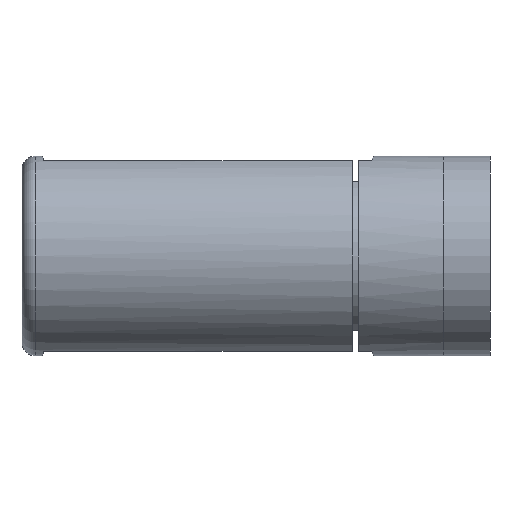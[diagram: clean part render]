
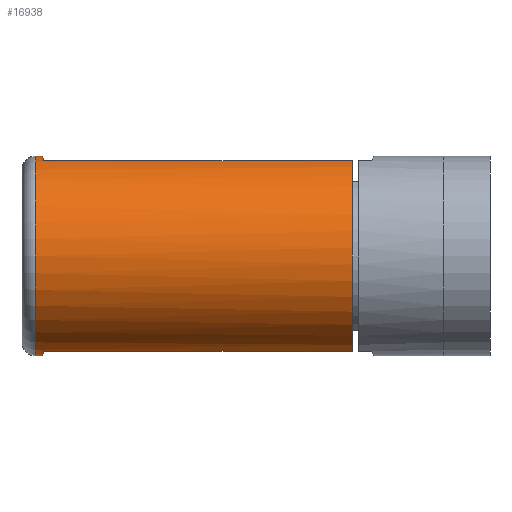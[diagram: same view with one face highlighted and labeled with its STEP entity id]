
A CAD part, left-side view. The second image highlights one B-rep face of the part: STEP entity #16938.
In plain terms, the highlighted cylindrical face has radius 15 mm (diameter 30 mm), a full revolution.
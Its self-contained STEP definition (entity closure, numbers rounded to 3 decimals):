
#50 = ORIENTED_EDGE ( 'NONE', *, *, #4152, .F. ) ;
#273 = CARTESIAN_POINT ( 'NONE',  ( 0., 4.5, -15. ) ) ;
#340 = VECTOR ( 'NONE', #1588, 1000. ) ;
#401 = VERTEX_POINT ( 'NONE', #10169 ) ;
#500 = DIRECTION ( 'NONE',  ( 0., 1., 0. ) ) ;
#578 = DIRECTION ( 'NONE',  ( 0., -1., 0. ) ) ;
#674 = VERTEX_POINT ( 'NONE', #8022 ) ;
#1088 = VERTEX_POINT ( 'NONE', #15948 ) ;
#1302 = EDGE_CURVE ( 'NONE', #10469, #7952, #7961, .T. ) ;
#1452 = VERTEX_POINT ( 'NONE', #14216 ) ;
#1498 = ORIENTED_EDGE ( 'NONE', *, *, #7375, .T. ) ;
#1500 = EDGE_CURVE ( 'NONE', #4217, #674, #16664, .T. ) ;
#1588 = DIRECTION ( 'NONE',  ( 0., 1., 0. ) ) ;
#2044 = EDGE_CURVE ( 'NONE', #401, #12390, #15442, .T. ) ;
#2097 = CYLINDRICAL_SURFACE ( 'NONE', #6201, 15. ) ;
#2395 = CIRCLE ( 'NONE', #14944, 15. ) ;
#2414 = DIRECTION ( 'NONE',  ( 0., 1., 0. ) ) ;
#2722 = CARTESIAN_POINT ( 'NONE',  ( -3.041, 4.659, 14.768 ) ) ;
#3184 = CARTESIAN_POINT ( 'NONE',  ( -3.041, 4.659, -14.768 ) ) ;
#3303 = DIRECTION ( 'NONE',  ( 0., -1., 0. ) ) ;
#3670 = ORIENTED_EDGE ( 'NONE', *, *, #11788, .T. ) ;
#3677 = EDGE_CURVE ( 'NONE', #10352, #1088, #9756, .T. ) ;
#3729 = AXIS2_PLACEMENT_3D ( 'NONE', #16313, #500, #11181 ) ;
#3883 = CARTESIAN_POINT ( 'NONE',  ( -4.5, 51.15, -14.309 ) ) ;
#4152 = EDGE_CURVE ( 'NONE', #11628, #1088, #2395, .T. ) ;
#4217 = VERTEX_POINT ( 'NONE', #3883 ) ;
#4575 = ORIENTED_EDGE ( 'NONE', *, *, #13842, .T. ) ;
#4712 = CARTESIAN_POINT ( 'NONE',  ( 3.041, 4.659, 14.768 ) ) ;
#5043 = CARTESIAN_POINT ( 'NONE',  ( -4.5, 4.736, 14.309 ) ) ;
#5171 = ORIENTED_EDGE ( 'NONE', *, *, #14966, .T. ) ;
#5508 = VECTOR ( 'NONE', #578, 1000. ) ;
#5583 = CARTESIAN_POINT ( 'NONE',  ( 4.5, 4.736, -14.309 ) ) ;
#6092 = VECTOR ( 'NONE', #3303, 1000. ) ;
#6201 = AXIS2_PLACEMENT_3D ( 'NONE', #6210, #15536, #7373 ) ;
#6210 = CARTESIAN_POINT ( 'NONE',  ( 0., 51.15, 0. ) ) ;
#6306 = FACE_OUTER_BOUND ( 'NONE', #12731, .T. ) ;
#6633 = EDGE_CURVE ( 'NONE', #4217, #10469, #16934, .T. ) ;
#6703 = VERTEX_POINT ( 'NONE', #16028 ) ;
#6837 = VECTOR ( 'NONE', #2414, 1000. ) ;
#6961 = CARTESIAN_POINT ( 'NONE',  ( 1.529, 4.58, -15. ) ) ;
#7160 = CARTESIAN_POINT ( 'NONE',  ( 4.5, 51.15, -14.309 ) ) ;
#7179 = LINE ( 'NONE', #8658, #5508 ) ;
#7191 = CARTESIAN_POINT ( 'NONE',  ( 3.041, 4.659, -14.768 ) ) ;
#7373 = DIRECTION ( 'NONE',  ( 0., 0., -1. ) ) ;
#7375 = EDGE_CURVE ( 'NONE', #1452, #401, #10599, .T. ) ;
#7390 = DIRECTION ( 'NONE',  ( 0., 1., 0. ) ) ;
#7898 = DIRECTION ( 'NONE',  ( 0., 0., 1. ) ) ;
#7943 = CARTESIAN_POINT ( 'NONE',  ( 0., 4.5, 15. ) ) ;
#7952 = VERTEX_POINT ( 'NONE', #273 ) ;
#7961 =( BOUNDED_CURVE ( )  B_SPLINE_CURVE ( 3, ( #11214, #3184, #13838, #15195 ),
 .UNSPECIFIED., .F., .F. ) 
 B_SPLINE_CURVE_WITH_KNOTS ( ( 4, 4 ),
 ( 4.408, 4.712 ),
 .UNSPECIFIED. ) 
 CURVE ( )  GEOMETRIC_REPRESENTATION_ITEM ( )  RATIONAL_B_SPLINE_CURVE ( ( 1., 0.992, 0.992, 1. ) ) 
 REPRESENTATION_ITEM ( '' )  );
#8022 = CARTESIAN_POINT ( 'NONE',  ( -4.5, 51.15, 14.309 ) ) ;
#8658 = CARTESIAN_POINT ( 'NONE',  ( 4.5, 51.15, 14.309 ) ) ;
#9284 = CARTESIAN_POINT ( 'NONE',  ( 0., 51.15, 0. ) ) ;
#9633 = FACE_OUTER_BOUND ( 'NONE', #15068, .T. ) ;
#9756 = LINE ( 'NONE', #7160, #340 ) ;
#10004 = CARTESIAN_POINT ( 'NONE',  ( 0., 51.15, 0. ) ) ;
#10169 = CARTESIAN_POINT ( 'NONE',  ( 0., 4.5, 15. ) ) ;
#10191 = CARTESIAN_POINT ( 'NONE',  ( 4.5, 4.736, 14.309 ) ) ;
#10352 = VERTEX_POINT ( 'NONE', #11817 ) ;
#10356 = CARTESIAN_POINT ( 'NONE',  ( 0., 4.5, -15. ) ) ;
#10469 = VERTEX_POINT ( 'NONE', #14475 ) ;
#10599 =( BOUNDED_CURVE ( )  B_SPLINE_CURVE ( 3, ( #10191, #4712, #12846, #16902 ),
 .UNSPECIFIED., .F., .F. ) 
 B_SPLINE_CURVE_WITH_KNOTS ( ( 4, 4 ),
 ( 4.408, 4.712 ),
 .UNSPECIFIED. ) 
 CURVE ( )  GEOMETRIC_REPRESENTATION_ITEM ( )  RATIONAL_B_SPLINE_CURVE ( ( 1., 0.992, 0.992, 1. ) ) 
 REPRESENTATION_ITEM ( '' )  );
#11181 = DIRECTION ( 'NONE',  ( 0., 0., -1. ) ) ;
#11214 = CARTESIAN_POINT ( 'NONE',  ( -4.5, 4.736, -14.309 ) ) ;
#11628 = VERTEX_POINT ( 'NONE', #12762 ) ;
#11788 = EDGE_CURVE ( 'NONE', #12390, #674, #15390, .T. ) ;
#11817 = CARTESIAN_POINT ( 'NONE',  ( 4.5, 4.736, -14.309 ) ) ;
#12070 = DIRECTION ( 'NONE',  ( 0., 1., 0. ) ) ;
#12188 = ORIENTED_EDGE ( 'NONE', *, *, #1302, .T. ) ;
#12390 = VERTEX_POINT ( 'NONE', #5043 ) ;
#12599 = ORIENTED_EDGE ( 'NONE', *, *, #3677, .T. ) ;
#12731 = EDGE_LOOP ( 'NONE', ( #4575 ) ) ;
#12762 = CARTESIAN_POINT ( 'NONE',  ( 4.5, 51.15, 14.309 ) ) ;
#12846 = CARTESIAN_POINT ( 'NONE',  ( 1.529, 4.58, 15. ) ) ;
#13038 = CARTESIAN_POINT ( 'NONE',  ( -4.5, 51.15, 14.309 ) ) ;
#13081 = AXIS2_PLACEMENT_3D ( 'NONE', #9284, #12070, #7898 ) ;
#13404 = ORIENTED_EDGE ( 'NONE', *, *, #14363, .T. ) ;
#13503 = CARTESIAN_POINT ( 'NONE',  ( -1.529, 4.58, 15. ) ) ;
#13669 = ORIENTED_EDGE ( 'NONE', *, *, #1500, .F. ) ;
#13838 = CARTESIAN_POINT ( 'NONE',  ( -1.529, 4.58, -15. ) ) ;
#13842 = EDGE_CURVE ( 'NONE', #6703, #6703, #15024, .T. ) ;
#13973 = DIRECTION ( 'NONE',  ( 0., 0., 1. ) ) ;
#14135 =( BOUNDED_CURVE ( )  B_SPLINE_CURVE ( 3, ( #10356, #6961, #7191, #5583 ),
 .UNSPECIFIED., .F., .F. ) 
 B_SPLINE_CURVE_WITH_KNOTS ( ( 4, 4 ),
 ( 1.571, 1.875 ),
 .UNSPECIFIED. ) 
 CURVE ( )  GEOMETRIC_REPRESENTATION_ITEM ( )  RATIONAL_B_SPLINE_CURVE ( ( 1., 0.992, 0.992, 1. ) ) 
 REPRESENTATION_ITEM ( '' )  );
#14216 = CARTESIAN_POINT ( 'NONE',  ( 4.5, 4.736, 14.309 ) ) ;
#14363 = EDGE_CURVE ( 'NONE', #7952, #10352, #14135, .T. ) ;
#14364 = ORIENTED_EDGE ( 'NONE', *, *, #6633, .T. ) ;
#14475 = CARTESIAN_POINT ( 'NONE',  ( -4.5, 4.736, -14.309 ) ) ;
#14944 = AXIS2_PLACEMENT_3D ( 'NONE', #10004, #7390, #13973 ) ;
#14966 = EDGE_CURVE ( 'NONE', #11628, #1452, #7179, .T. ) ;
#15024 = CIRCLE ( 'NONE', #3729, 15. ) ;
#15068 = EDGE_LOOP ( 'NONE', ( #13404, #12599, #50, #5171, #1498, #15349, #3670, #13669, #14364, #12188 ) ) ;
#15195 = CARTESIAN_POINT ( 'NONE',  ( 0., 4.5, -15. ) ) ;
#15349 = ORIENTED_EDGE ( 'NONE', *, *, #2044, .T. ) ;
#15390 = LINE ( 'NONE', #13038, #6837 ) ;
#15442 =( BOUNDED_CURVE ( )  B_SPLINE_CURVE ( 3, ( #7943, #13503, #2722, #16017 ),
 .UNSPECIFIED., .F., .F. ) 
 B_SPLINE_CURVE_WITH_KNOTS ( ( 4, 4 ),
 ( 1.571, 1.875 ),
 .UNSPECIFIED. ) 
 CURVE ( )  GEOMETRIC_REPRESENTATION_ITEM ( )  RATIONAL_B_SPLINE_CURVE ( ( 1., 0.992, 0.992, 1. ) ) 
 REPRESENTATION_ITEM ( '' )  );
#15536 = DIRECTION ( 'NONE',  ( 0., -1., 0. ) ) ;
#15948 = CARTESIAN_POINT ( 'NONE',  ( 4.5, 51.15, -14.309 ) ) ;
#16017 = CARTESIAN_POINT ( 'NONE',  ( -4.5, 4.736, 14.309 ) ) ;
#16028 = CARTESIAN_POINT ( 'NONE',  ( 0., 3.5, -15. ) ) ;
#16313 = CARTESIAN_POINT ( 'NONE',  ( 0., 3.5, 0. ) ) ;
#16407 = CARTESIAN_POINT ( 'NONE',  ( -4.5, 51.15, -14.309 ) ) ;
#16664 = CIRCLE ( 'NONE', #13081, 15. ) ;
#16902 = CARTESIAN_POINT ( 'NONE',  ( 0., 4.5, 15. ) ) ;
#16934 = LINE ( 'NONE', #16407, #6092 ) ;
#16938 = ADVANCED_FACE ( 'NONE', ( #6306, #9633 ), #2097, .T. ) ;
